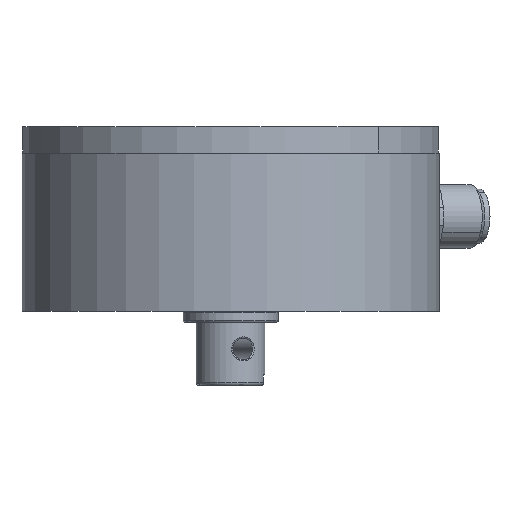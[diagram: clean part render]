
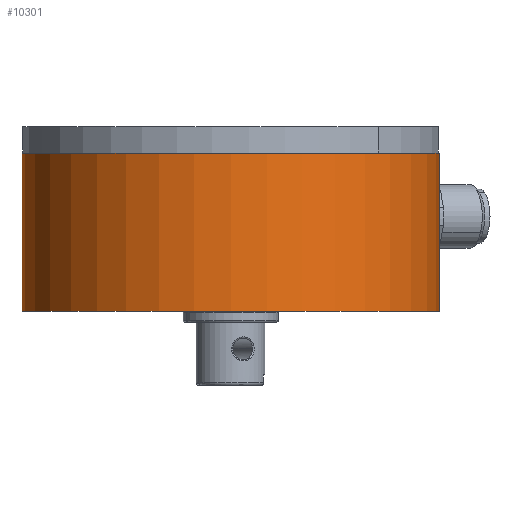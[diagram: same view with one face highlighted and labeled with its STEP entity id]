
A CAD part, left-side view. The second image highlights one B-rep face of the part: STEP entity #10301.
In plain terms, the highlighted cylindrical face has radius 39.5 mm (diameter 79 mm), a partial arc.
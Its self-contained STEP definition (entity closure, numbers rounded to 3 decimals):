
#283 = ORIENTED_EDGE ( 'NONE', *, *, #17132, .F. ) ;
#568 = CIRCLE ( 'NONE', #22353, 39.5 ) ;
#883 = FACE_OUTER_BOUND ( 'NONE', #16637, .T. ) ;
#1827 = LINE ( 'NONE', #17648, #15691 ) ;
#2365 = CARTESIAN_POINT ( 'NONE',  ( 0., 39.5, 0. ) ) ;
#4000 = CARTESIAN_POINT ( 'NONE',  ( 0., -39.5, 30. ) ) ;
#4717 = VERTEX_POINT ( 'NONE', #2365 ) ;
#5275 = DIRECTION ( 'NONE',  ( 0., 0., -1. ) ) ;
#6504 = CARTESIAN_POINT ( 'NONE',  ( 0., -39.5, 0. ) ) ;
#7744 = DIRECTION ( 'NONE',  ( 0., 0., -1. ) ) ;
#8235 = AXIS2_PLACEMENT_3D ( 'NONE', #17580, #13889, #12225 ) ;
#8371 = ORIENTED_EDGE ( 'NONE', *, *, #20094, .F. ) ;
#9348 = ORIENTED_EDGE ( 'NONE', *, *, #19649, .T. ) ;
#9885 = AXIS2_PLACEMENT_3D ( 'NONE', #22188, #11766, #17064 ) ;
#10301 = ADVANCED_FACE ( 'NONE', ( #883 ), #15814, .T. ) ;
#10304 = VERTEX_POINT ( 'NONE', #15170 ) ;
#11766 = DIRECTION ( 'NONE',  ( 0., 0., -1. ) ) ;
#12225 = DIRECTION ( 'NONE',  ( 0., 1., 0. ) ) ;
#12977 = CARTESIAN_POINT ( 'NONE',  ( 0., -39.5, 30. ) ) ;
#13127 = LINE ( 'NONE', #12977, #21295 ) ;
#13889 = DIRECTION ( 'NONE',  ( 0., 0., 1. ) ) ;
#15100 = ORIENTED_EDGE ( 'NONE', *, *, #15420, .T. ) ;
#15170 = CARTESIAN_POINT ( 'NONE',  ( 0., 39.5, 30. ) ) ;
#15205 = VERTEX_POINT ( 'NONE', #4000 ) ;
#15420 = EDGE_CURVE ( 'NONE', #10304, #4717, #1827, .T. ) ;
#15691 = VECTOR ( 'NONE', #5275, 1000. ) ;
#15814 = CYLINDRICAL_SURFACE ( 'NONE', #9885, 39.5 ) ;
#15962 = DIRECTION ( 'NONE',  ( 0., 0., 1. ) ) ;
#16119 = DIRECTION ( 'NONE',  ( 0., 1., 0. ) ) ;
#16637 = EDGE_LOOP ( 'NONE', ( #8371, #15100, #9348, #283 ) ) ;
#17064 = DIRECTION ( 'NONE',  ( 0., -1., 0. ) ) ;
#17132 = EDGE_CURVE ( 'NONE', #15205, #21500, #13127, .T. ) ;
#17580 = CARTESIAN_POINT ( 'NONE',  ( 0., 0., 30. ) ) ;
#17648 = CARTESIAN_POINT ( 'NONE',  ( 0., 39.5, 30. ) ) ;
#19445 = CARTESIAN_POINT ( 'NONE',  ( 0., 0., 0. ) ) ;
#19649 = EDGE_CURVE ( 'NONE', #4717, #21500, #568, .T. ) ;
#19872 = CIRCLE ( 'NONE', #8235, 39.5 ) ;
#20094 = EDGE_CURVE ( 'NONE', #10304, #15205, #19872, .T. ) ;
#21295 = VECTOR ( 'NONE', #7744, 1000. ) ;
#21500 = VERTEX_POINT ( 'NONE', #6504 ) ;
#22188 = CARTESIAN_POINT ( 'NONE',  ( 0., 0., 30. ) ) ;
#22353 = AXIS2_PLACEMENT_3D ( 'NONE', #19445, #15962, #16119 ) ;
